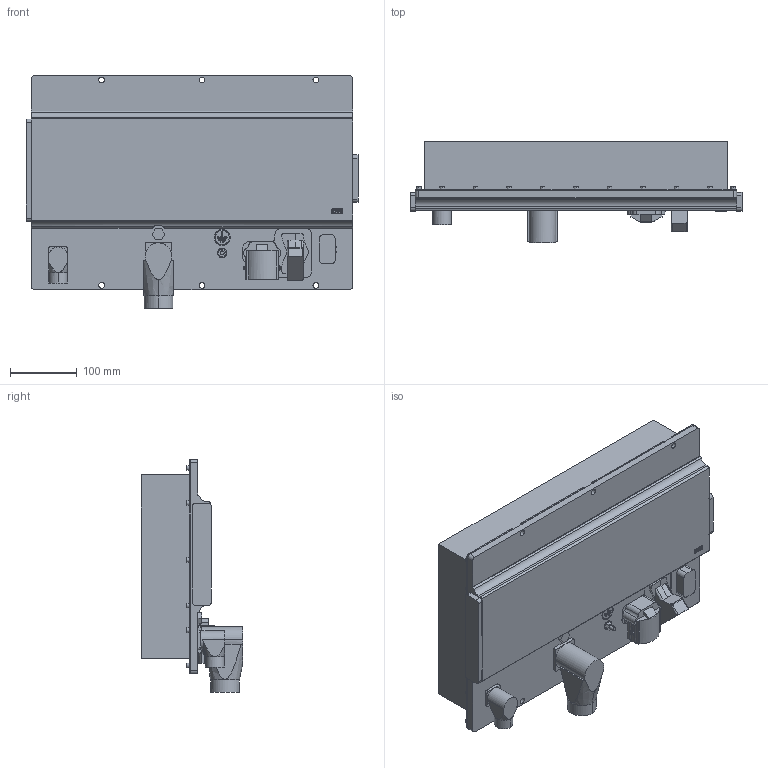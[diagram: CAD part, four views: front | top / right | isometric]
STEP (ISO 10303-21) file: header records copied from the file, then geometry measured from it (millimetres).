
FILE_DESCRIPTION (( 'STEP AP214' ), '1' );
FILE_NAME ('00T6A0B-0002.STEP', '2022-10-20T05:53:35', ( '' ), ( '' ), 'SwSTEP 2.0', 'SolidWorks 2022', '' );
FILE_SCHEMA (( 'AUTOMOTIVE_DESIGN' ));
Length unit declared in the file: millimetre
Products named in the file (12): 10044113_000; Kundenmodell^10043659_000; 10043652_000; 00T6A0B-0002; Kundenmodell^10044483_000; 10043659_000; 10014325_000; Kundenmodell^10043672_000; 10043672_000; Kundenmodell^10044113_000; Kundenmodell^10043652_000; 10044483_000
Assembly tree (11 placements, depth 3):
  00T6A0B-0002
    10044483_000
      Kundenmodell^10044483_000
    10043652_000
      Kundenmodell^10043652_000
    10043659_000
      Kundenmodell^10043659_000
    10044113_000
      Kundenmodell^10044113_000
    10043672_000
      Kundenmodell^10043672_000
    10014325_000
Bounding box: 496 x 151.5 x 348 mm (x, y, z)
Volume: 13161722.9 mm3; surface area: 831185.4 mm2
Topology: 10 solids, 16 shells, 631 faces, 1615 edges, 1061 vertices
Faces by surface type: plane 280, cylinder 226, bspline 66, cone 43, torus 16
Entity records: 24187 total; most frequent: CARTESIAN_POINT 8523, ORIENTED_EDGE 3230, DIRECTION 2990, EDGE_CURVE 1615, AXIS2_PLACEMENT_3D 1099, VERTEX_POINT 1061, LINE 792, VECTOR 792
